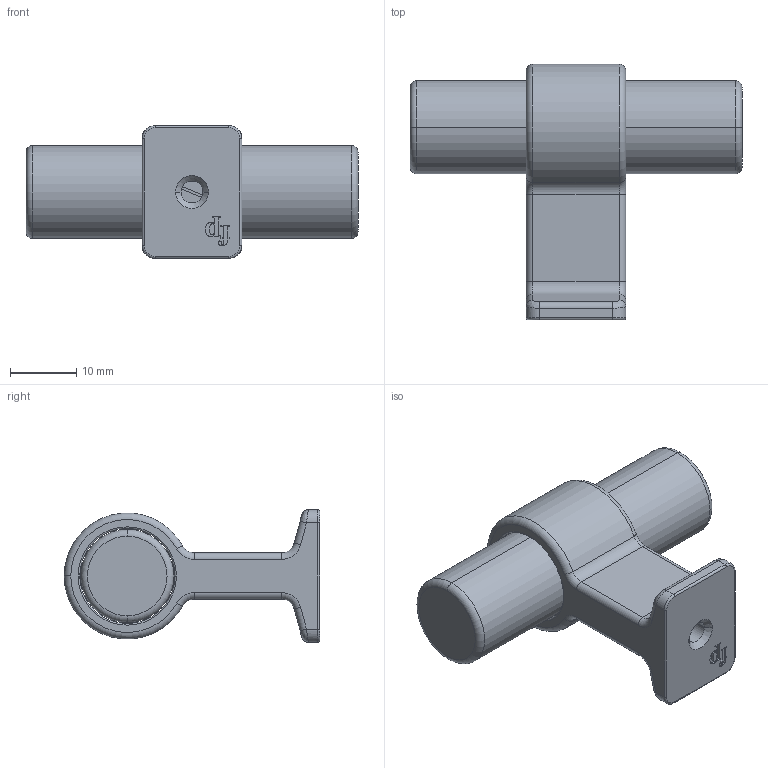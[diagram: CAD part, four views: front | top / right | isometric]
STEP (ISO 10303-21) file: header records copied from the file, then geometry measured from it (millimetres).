
FILE_DESCRIPTION (( 'STEP AP214' ), '1' );
FILE_NAME ('557020050 PD2300389 T Knob.STEP', '2023-10-12T09:13:30', ( '' ), ( '' ), 'SwSTEP 2.0', 'SolidWorks 2022', '' );
FILE_SCHEMA (( 'AUTOMOTIVE_DESIGN' ));
Length unit declared in the file: millimetre
Products named in the file (5): PD2300389 foot; set screw; PD2300389 foot with set screw; PD2300389 bar_L50; 557020050 PD2300389 T Knob
Assembly tree (4 placements, depth 3):
  557020050 PD2300389 T Knob
    PD2300389 bar_L50
    PD2300389 foot with set screw
      PD2300389 foot
      set screw
Bounding box: 50 x 38.5 x 20 mm (x, y, z)
Volume: 12068 mm3; surface area: 5753.5 mm2
Topology: 3 solids, 3 shells, 127 faces, 305 edges, 188 vertices
Faces by surface type: plane 42, cylinder 33, torus 24, bspline 24, cone 4
Entity records: 4125 total; most frequent: CARTESIAN_POINT 1076, ORIENTED_EDGE 610, DIRECTION 581, EDGE_CURVE 305, AXIS2_PLACEMENT_3D 215, VERTEX_POINT 188, VECTOR 151, LINE 151
